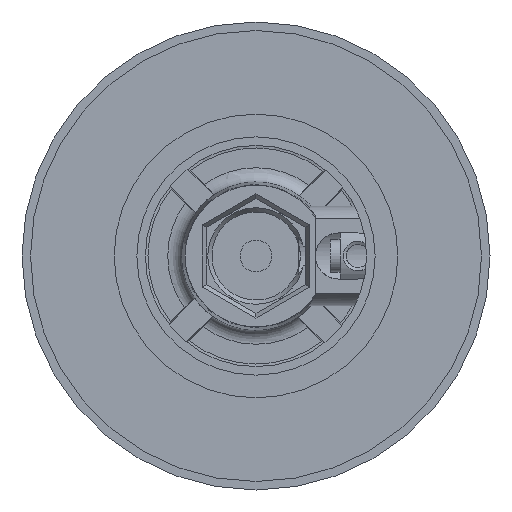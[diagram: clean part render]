
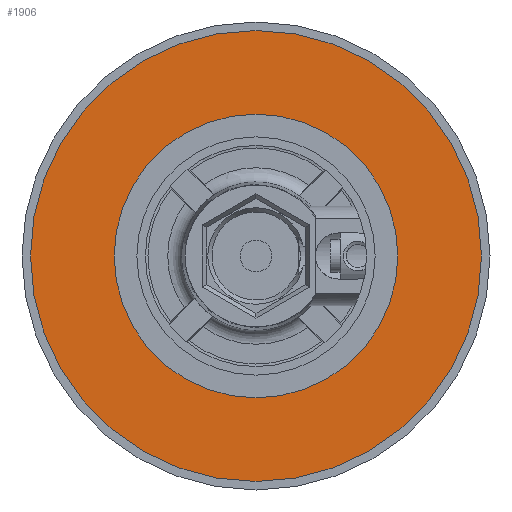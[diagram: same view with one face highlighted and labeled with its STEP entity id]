
A CAD part, front view. The second image highlights one B-rep face of the part: STEP entity #1906.
In plain terms, the highlighted planar face has unit normal (0, -1, 0).
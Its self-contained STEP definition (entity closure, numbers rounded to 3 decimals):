
#93 = DIRECTION ( 'NONE',  ( 0., -1., 0. ) ) ;
#99 = ORIENTED_EDGE ( 'NONE', *, *, #254, .F. ) ;
#254 = EDGE_CURVE ( 'NONE', #903, #903, #3496, .T. ) ;
#737 = AXIS2_PLACEMENT_3D ( 'NONE', #3819, #93, #841 ) ;
#841 = DIRECTION ( 'NONE',  ( 0., 0., -1. ) ) ;
#903 = VERTEX_POINT ( 'NONE', #2122 ) ;
#947 = CIRCLE ( 'NONE', #3089, 20. ) ;
#957 = ORIENTED_EDGE ( 'NONE', *, *, #1375, .T. ) ;
#1097 = AXIS2_PLACEMENT_3D ( 'NONE', #2143, #3456, #3851 ) ;
#1375 = EDGE_CURVE ( 'NONE', #2152, #2152, #947, .T. ) ;
#1721 = CARTESIAN_POINT ( 'NONE',  ( 0., 1.7, 0. ) ) ;
#1894 = EDGE_LOOP ( 'NONE', ( #957 ) ) ;
#1906 = ADVANCED_FACE ( 'NONE', ( #4330, #3455 ), #5111, .T. ) ;
#2083 = DIRECTION ( 'NONE',  ( 0., 1., 0. ) ) ;
#2122 = CARTESIAN_POINT ( 'NONE',  ( 0., 1.7, 31.8 ) ) ;
#2143 = CARTESIAN_POINT ( 'NONE',  ( 0., 1.7, 0. ) ) ;
#2152 = VERTEX_POINT ( 'NONE', #3831 ) ;
#2516 = EDGE_LOOP ( 'NONE', ( #99 ) ) ;
#3089 = AXIS2_PLACEMENT_3D ( 'NONE', #1721, #2083, #3787 ) ;
#3455 = FACE_OUTER_BOUND ( 'NONE', #2516, .T. ) ;
#3456 = DIRECTION ( 'NONE',  ( 0., 1., 0. ) ) ;
#3496 = CIRCLE ( 'NONE', #1097, 31.8 ) ;
#3787 = DIRECTION ( 'NONE',  ( 0., 0., 1. ) ) ;
#3819 = CARTESIAN_POINT ( 'NONE',  ( -20., 1.7, 0. ) ) ;
#3831 = CARTESIAN_POINT ( 'NONE',  ( 0., 1.7, 20. ) ) ;
#3851 = DIRECTION ( 'NONE',  ( 0., 0., 1. ) ) ;
#4330 = FACE_BOUND ( 'NONE', #1894, .T. ) ;
#5111 = PLANE ( 'NONE',  #737 ) ;
